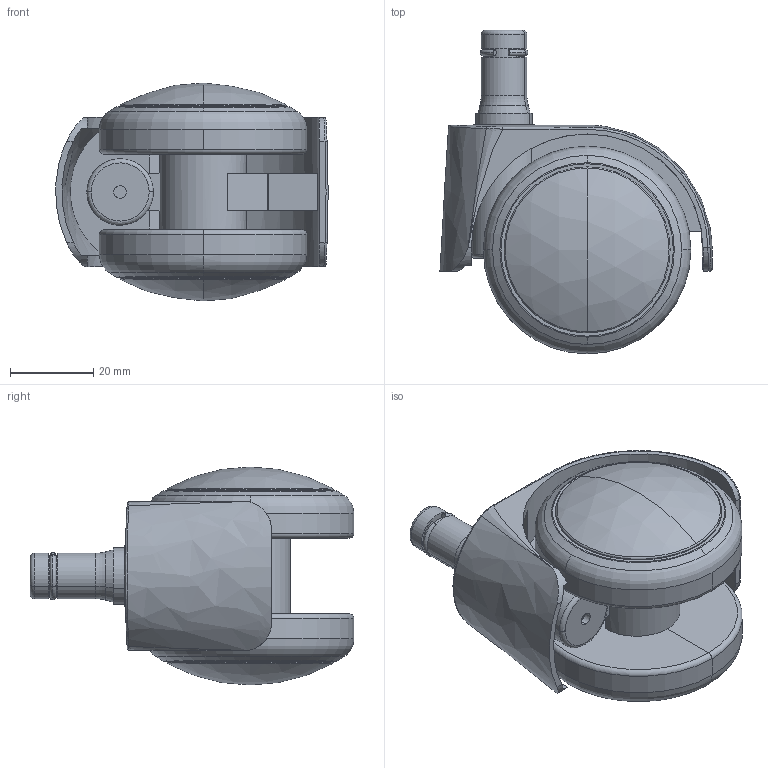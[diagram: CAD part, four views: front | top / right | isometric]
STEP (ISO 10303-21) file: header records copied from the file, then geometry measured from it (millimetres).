
FILE_DESCRIPTION (( 'STEP AP214' ), '1' );
FILE_NAME ('0030325.step', '2020-10-12T08:38:51', ( '' ), ( '' ), 'SwSTEP 2.0', 'SolidWorks 2018', '' );
FILE_SCHEMA (( 'AUTOMOTIVE_DESIGN' ));
Length unit declared in the file: millimetre
Products named in the file (1): 0030325
Bounding box: 65.59 x 78 x 52.5 mm (x, y, z)
Volume: 77353.4 mm3; surface area: 27818.4 mm2
Topology: 3 solids, 3 shells, 179 faces, 426 edges, 260 vertices
Faces by surface type: plane 51, cylinder 50, torus 30, bspline 24, cone 16, sphere 8
Entity records: 9239 total; most frequent: CARTESIAN_POINT 3180, DIRECTION 854, ORIENTED_EDGE 848, EDGE_CURVE 424, AXIS2_PLACEMENT_3D 349, VERTEX_POINT 260, EDGE_LOOP 194, CIRCLE 193
